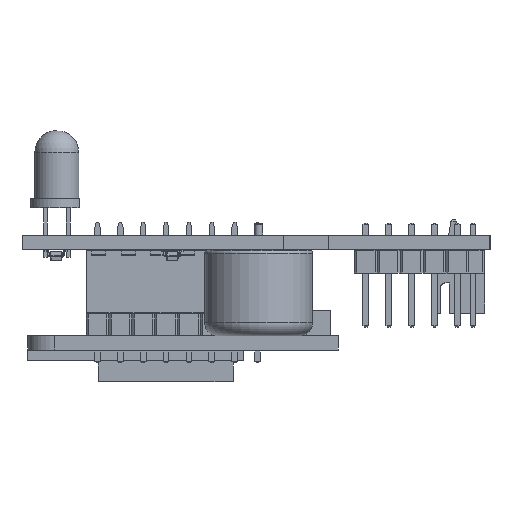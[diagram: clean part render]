
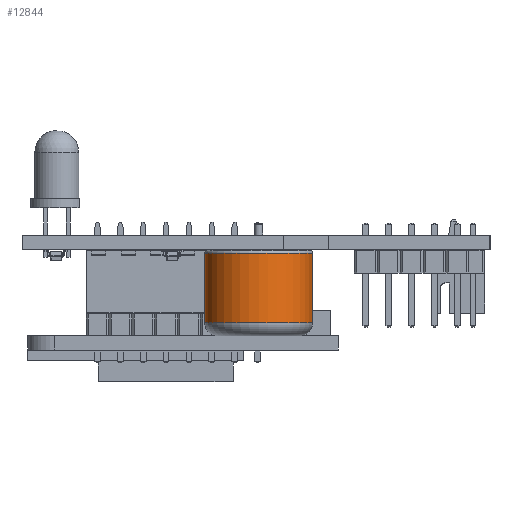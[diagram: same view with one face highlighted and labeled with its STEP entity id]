
A CAD part, left-side view. The second image highlights one B-rep face of the part: STEP entity #12844.
In plain terms, the highlighted cylindrical face has radius 6 mm (diameter 12 mm), a full revolution.
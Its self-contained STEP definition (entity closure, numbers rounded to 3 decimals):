
#12844 = ADVANCED_FACE('',(#12845),#12858,.T.);
#12845 = FACE_BOUND('',#12846,.T.);
#12846 = EDGE_LOOP('',(#12847,#12881,#12904,#12931));
#12847 = ORIENTED_EDGE('',*,*,#12848,.T.);
#12848 = EDGE_CURVE('',#12849,#12849,#12851,.T.);
#12849 = VERTEX_POINT('',#12850);
#12850 = CARTESIAN_POINT('',(9.8,0.,0.33));
#12851 = SURFACE_CURVE('',#12852,(#12857,#12869),.PCURVE_S1.);
#12852 = CIRCLE('',#12853,6.);
#12853 = AXIS2_PLACEMENT_3D('',#12854,#12855,#12856);
#12854 = CARTESIAN_POINT('',(3.8,0.,0.33));
#12855 = DIRECTION('',(0.,0.,1.));
#12856 = DIRECTION('',(1.,0.,0.));
#12857 = PCURVE('',#12858,#12863);
#12858 = CYLINDRICAL_SURFACE('',#12859,6.);
#12859 = AXIS2_PLACEMENT_3D('',#12860,#12861,#12862);
#12860 = CARTESIAN_POINT('',(3.8,0.,0.03));
#12861 = DIRECTION('',(-0.,-0.,-1.));
#12862 = DIRECTION('',(1.,0.,0.));
#12863 = DEFINITIONAL_REPRESENTATION('',(#12864),#12868);
#12864 = LINE('',#12865,#12866);
#12865 = CARTESIAN_POINT('',(6.283,-0.3));
#12866 = VECTOR('',#12867,1.);
#12867 = DIRECTION('',(-1.,0.));
#12868 = ( GEOMETRIC_REPRESENTATION_CONTEXT(2) 
PARAMETRIC_REPRESENTATION_CONTEXT() REPRESENTATION_CONTEXT('2D SPACE',''
  ) );
#12869 = PCURVE('',#12870,#12875);
#12870 = TOROIDAL_SURFACE('',#12871,5.7,0.3);
#12871 = AXIS2_PLACEMENT_3D('',#12872,#12873,#12874);
#12872 = CARTESIAN_POINT('',(3.8,0.,0.33));
#12873 = DIRECTION('',(0.,0.,-1.));
#12874 = DIRECTION('',(1.,0.,0.));
#12875 = DEFINITIONAL_REPRESENTATION('',(#12876),#12880);
#12876 = LINE('',#12877,#12878);
#12877 = CARTESIAN_POINT('',(6.283,0.));
#12878 = VECTOR('',#12879,1.);
#12879 = DIRECTION('',(-1.,0.));
#12880 = ( GEOMETRIC_REPRESENTATION_CONTEXT(2) 
PARAMETRIC_REPRESENTATION_CONTEXT() REPRESENTATION_CONTEXT('2D SPACE',''
  ) );
#12881 = ORIENTED_EDGE('',*,*,#12882,.T.);
#12882 = EDGE_CURVE('',#12849,#12883,#12885,.T.);
#12883 = VERTEX_POINT('',#12884);
#12884 = CARTESIAN_POINT('',(9.8,0.,8.049));
#12885 = SEAM_CURVE('',#12886,(#12890,#12897),.PCURVE_S1.);
#12886 = LINE('',#12887,#12888);
#12887 = CARTESIAN_POINT('',(9.8,0.,0.03));
#12888 = VECTOR('',#12889,1.);
#12889 = DIRECTION('',(0.,0.,1.));
#12890 = PCURVE('',#12858,#12891);
#12891 = DEFINITIONAL_REPRESENTATION('',(#12892),#12896);
#12892 = LINE('',#12893,#12894);
#12893 = CARTESIAN_POINT('',(0.,0.));
#12894 = VECTOR('',#12895,1.);
#12895 = DIRECTION('',(0.,-1.));
#12896 = ( GEOMETRIC_REPRESENTATION_CONTEXT(2) 
PARAMETRIC_REPRESENTATION_CONTEXT() REPRESENTATION_CONTEXT('2D SPACE',''
  ) );
#12897 = PCURVE('',#12858,#12898);
#12898 = DEFINITIONAL_REPRESENTATION('',(#12899),#12903);
#12899 = LINE('',#12900,#12901);
#12900 = CARTESIAN_POINT('',(6.283,0.));
#12901 = VECTOR('',#12902,1.);
#12902 = DIRECTION('',(0.,-1.));
#12903 = ( GEOMETRIC_REPRESENTATION_CONTEXT(2) 
PARAMETRIC_REPRESENTATION_CONTEXT() REPRESENTATION_CONTEXT('2D SPACE',''
  ) );
#12904 = ORIENTED_EDGE('',*,*,#12905,.F.);
#12905 = EDGE_CURVE('',#12883,#12883,#12906,.T.);
#12906 = SURFACE_CURVE('',#12907,(#12912,#12919),.PCURVE_S1.);
#12907 = CIRCLE('',#12908,6.);
#12908 = AXIS2_PLACEMENT_3D('',#12909,#12910,#12911);
#12909 = CARTESIAN_POINT('',(3.8,0.,8.049));
#12910 = DIRECTION('',(0.,0.,1.));
#12911 = DIRECTION('',(1.,0.,0.));
#12912 = PCURVE('',#12858,#12913);
#12913 = DEFINITIONAL_REPRESENTATION('',(#12914),#12918);
#12914 = LINE('',#12915,#12916);
#12915 = CARTESIAN_POINT('',(6.283,-8.019));
#12916 = VECTOR('',#12917,1.);
#12917 = DIRECTION('',(-1.,0.));
#12918 = ( GEOMETRIC_REPRESENTATION_CONTEXT(2) 
PARAMETRIC_REPRESENTATION_CONTEXT() REPRESENTATION_CONTEXT('2D SPACE',''
  ) );
#12919 = PCURVE('',#12920,#12925);
#12920 = TOROIDAL_SURFACE('',#12921,4.519,1.481);
#12921 = AXIS2_PLACEMENT_3D('',#12922,#12923,#12924);
#12922 = CARTESIAN_POINT('',(3.8,0.,8.049));
#12923 = DIRECTION('',(0.,0.,1.));
#12924 = DIRECTION('',(1.,0.,0.));
#12925 = DEFINITIONAL_REPRESENTATION('',(#12926),#12930);
#12926 = LINE('',#12927,#12928);
#12927 = CARTESIAN_POINT('',(0.,0.));
#12928 = VECTOR('',#12929,1.);
#12929 = DIRECTION('',(1.,0.));
#12930 = ( GEOMETRIC_REPRESENTATION_CONTEXT(2) 
PARAMETRIC_REPRESENTATION_CONTEXT() REPRESENTATION_CONTEXT('2D SPACE',''
  ) );
#12931 = ORIENTED_EDGE('',*,*,#12882,.F.);
